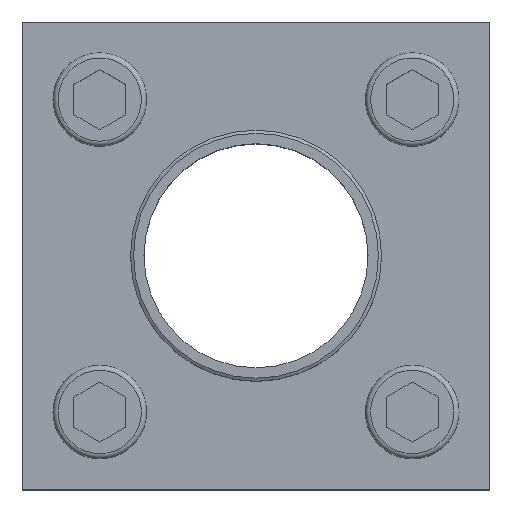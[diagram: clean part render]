
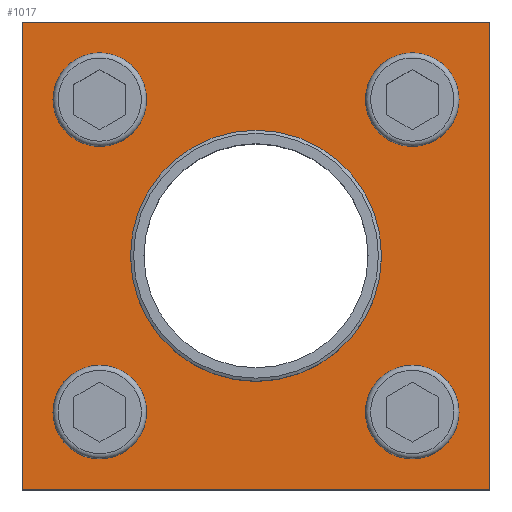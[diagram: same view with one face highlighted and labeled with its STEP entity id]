
A CAD part, top view. The second image highlights one B-rep face of the part: STEP entity #1017.
In plain terms, the highlighted planar face has unit normal (0, 0, 1).
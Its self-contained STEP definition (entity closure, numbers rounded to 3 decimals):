
#49=LINE('',#1545,#133);
#50=LINE('',#1548,#134);
#51=LINE('',#1550,#135);
#52=LINE('',#1552,#136);
#133=VECTOR('',#1231,1000.);
#134=VECTOR('',#1232,1000.);
#135=VECTOR('',#1233,1000.);
#136=VECTOR('',#1234,1000.);
#217=ORIENTED_EDGE('',*,*,#467,.T.);
#218=ORIENTED_EDGE('',*,*,#468,.T.);
#219=ORIENTED_EDGE('',*,*,#469,.F.);
#220=ORIENTED_EDGE('',*,*,#470,.T.);
#221=ORIENTED_EDGE('',*,*,#471,.T.);
#222=ORIENTED_EDGE('',*,*,#472,.T.);
#223=ORIENTED_EDGE('',*,*,#473,.T.);
#224=ORIENTED_EDGE('',*,*,#474,.T.);
#225=ORIENTED_EDGE('',*,*,#475,.T.);
#467=EDGE_CURVE('',#592,#592,#689,.T.);
#468=EDGE_CURVE('',#593,#593,#690,.T.);
#469=EDGE_CURVE('',#594,#594,#691,.T.);
#470=EDGE_CURVE('',#595,#596,#49,.T.);
#471=EDGE_CURVE('',#596,#597,#50,.T.);
#472=EDGE_CURVE('',#597,#598,#51,.T.);
#473=EDGE_CURVE('',#598,#595,#52,.T.);
#474=EDGE_CURVE('',#599,#599,#692,.T.);
#475=EDGE_CURVE('',#600,#600,#693,.T.);
#592=VERTEX_POINT('',#1540);
#593=VERTEX_POINT('',#1542);
#594=VERTEX_POINT('',#1544);
#595=VERTEX_POINT('',#1546);
#596=VERTEX_POINT('',#1547);
#597=VERTEX_POINT('',#1549);
#598=VERTEX_POINT('',#1551);
#599=VERTEX_POINT('',#1554);
#600=VERTEX_POINT('',#1556);
#689=CIRCLE('',#1107,9.);
#690=CIRCLE('',#1108,9.);
#691=CIRCLE('',#1109,24.15);
#692=CIRCLE('',#1110,9.);
#693=CIRCLE('',#1111,9.);
#730=EDGE_LOOP('',(#217));
#731=EDGE_LOOP('',(#218));
#732=EDGE_LOOP('',(#219));
#733=EDGE_LOOP('',(#220,#221,#222,#223));
#734=EDGE_LOOP('',(#224));
#735=EDGE_LOOP('',(#225));
#850=FACE_BOUND('',#730,.T.);
#851=FACE_BOUND('',#731,.T.);
#852=FACE_BOUND('',#732,.T.);
#853=FACE_BOUND('',#733,.T.);
#854=FACE_BOUND('',#734,.T.);
#855=FACE_BOUND('',#735,.T.);
#970=PLANE('',#1106);
#1017=ADVANCED_FACE('',(#850,#851,#852,#853,#854,#855),#970,.T.);
#1106=AXIS2_PLACEMENT_3D('',#1538,#1223,#1224);
#1107=AXIS2_PLACEMENT_3D('',#1539,#1225,#1226);
#1108=AXIS2_PLACEMENT_3D('',#1541,#1227,#1228);
#1109=AXIS2_PLACEMENT_3D('',#1543,#1229,#1230);
#1110=AXIS2_PLACEMENT_3D('',#1553,#1235,#1236);
#1111=AXIS2_PLACEMENT_3D('',#1555,#1237,#1238);
#1223=DIRECTION('',(0.,0.,1.));
#1224=DIRECTION('',(1.,0.,0.));
#1225=DIRECTION('',(0.,0.,-1.));
#1226=DIRECTION('',(-1.,0.,0.));
#1227=DIRECTION('',(0.,0.,-1.));
#1228=DIRECTION('',(-1.,0.,0.));
#1229=DIRECTION('',(0.,0.,1.));
#1230=DIRECTION('',(1.,0.,0.));
#1231=DIRECTION('',(0.,-1.,0.));
#1232=DIRECTION('',(1.,0.,0.));
#1233=DIRECTION('',(0.,1.,0.));
#1234=DIRECTION('',(-1.,0.,0.));
#1235=DIRECTION('',(0.,0.,-1.));
#1236=DIRECTION('',(-1.,0.,0.));
#1237=DIRECTION('',(0.,0.,-1.));
#1238=DIRECTION('',(-1.,0.,0.));
#1538=CARTESIAN_POINT('',(0.,0.,19.));
#1539=CARTESIAN_POINT('',(-30.052,-30.052,19.));
#1540=CARTESIAN_POINT('',(-39.052,-30.052,19.));
#1541=CARTESIAN_POINT('',(30.052,30.052,19.));
#1542=CARTESIAN_POINT('',(21.052,30.052,19.));
#1543=CARTESIAN_POINT('',(0.,0.,19.));
#1544=CARTESIAN_POINT('',(24.15,0.,19.));
#1545=CARTESIAN_POINT('',(-45.,45.,19.));
#1546=CARTESIAN_POINT('',(-45.,45.,19.));
#1547=CARTESIAN_POINT('',(-45.,-45.,19.));
#1548=CARTESIAN_POINT('',(-45.,-45.,19.));
#1549=CARTESIAN_POINT('',(45.,-45.,19.));
#1550=CARTESIAN_POINT('',(45.,-45.,19.));
#1551=CARTESIAN_POINT('',(45.,45.,19.));
#1552=CARTESIAN_POINT('',(45.,45.,19.));
#1553=CARTESIAN_POINT('',(-30.052,30.052,19.));
#1554=CARTESIAN_POINT('',(-39.052,30.052,19.));
#1555=CARTESIAN_POINT('',(30.052,-30.052,19.));
#1556=CARTESIAN_POINT('',(21.052,-30.052,19.));
